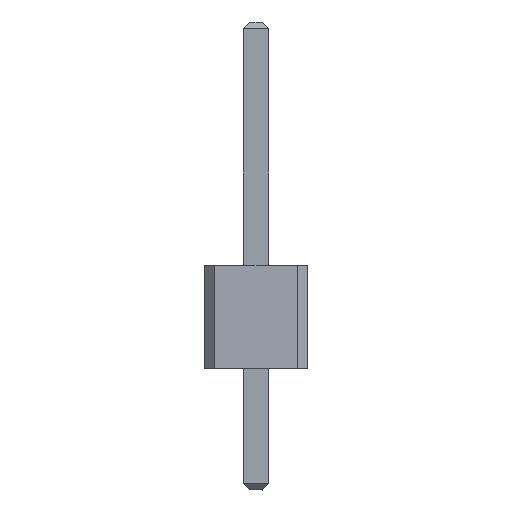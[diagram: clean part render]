
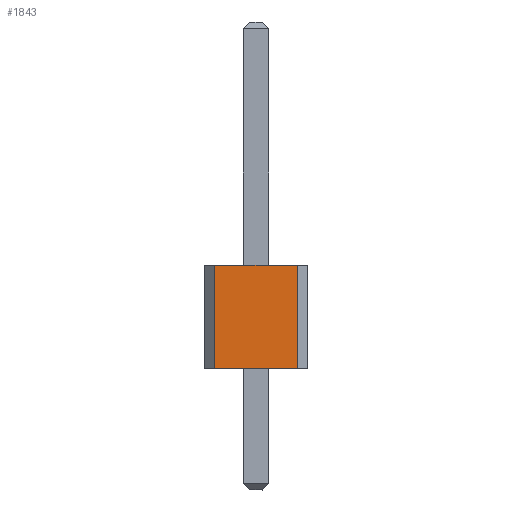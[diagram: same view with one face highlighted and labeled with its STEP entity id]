
A CAD part, front view. The second image highlights one B-rep face of the part: STEP entity #1843.
In plain terms, the highlighted planar face has unit normal (0, -1, 0).
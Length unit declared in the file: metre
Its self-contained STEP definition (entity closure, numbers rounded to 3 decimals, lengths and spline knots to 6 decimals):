
#308=ORIENTED_EDGE('',*,*,#656,.F.);
#309=ORIENTED_EDGE('',*,*,#657,.T.);
#310=ORIENTED_EDGE('',*,*,#652,.T.);
#311=ORIENTED_EDGE('',*,*,#658,.F.);
#652=EDGE_CURVE('',#826,#827,#1038,.T.);
#656=EDGE_CURVE('',#830,#831,#1042,.T.);
#657=EDGE_CURVE('',#830,#826,#1043,.T.);
#658=EDGE_CURVE('',#831,#827,#1044,.T.);
#826=VERTEX_POINT('',#3361);
#827=VERTEX_POINT('',#3362);
#830=VERTEX_POINT('',#3370);
#831=VERTEX_POINT('',#3371);
#1038=LINE('',#3360,#1276);
#1042=LINE('',#3369,#1280);
#1043=LINE('',#3372,#1281);
#1044=LINE('',#3373,#1282);
#1276=VECTOR('',#2896,1.);
#1280=VECTOR('',#2902,1.);
#1281=VECTOR('',#2903,1.);
#1282=VECTOR('',#2904,1.);
#1427=EDGE_LOOP('',(#308,#309,#310,#311));
#1535=FACE_BOUND('',#1427,.T.);
#1643=PLANE('',#2560);
#1843=ADVANCED_FACE('',(#1535),#1643,.F.);
#2560=AXIS2_PLACEMENT_3D('',#3368,#2900,#2901);
#2896=DIRECTION('',(0.,0.,1.));
#2900=DIRECTION('',(0.,1.,0.));
#2901=DIRECTION('',(1.,0.,0.));
#2902=DIRECTION('',(0.,0.,1.));
#2903=DIRECTION('',(1.,0.,0.));
#2904=DIRECTION('',(1.,0.,0.));
#3360=CARTESIAN_POINT('',(0.001016,-0.00889,0.));
#3361=CARTESIAN_POINT('',(0.001016,-0.00889,0.));
#3362=CARTESIAN_POINT('',(0.001016,-0.00889,0.00254));
#3368=CARTESIAN_POINT('',(-0.001016,-0.00889,0.));
#3369=CARTESIAN_POINT('',(-0.001016,-0.00889,0.));
#3370=CARTESIAN_POINT('',(-0.001016,-0.00889,0.));
#3371=CARTESIAN_POINT('',(-0.001016,-0.00889,0.00254));
#3372=CARTESIAN_POINT('',(-0.001016,-0.00889,0.));
#3373=CARTESIAN_POINT('',(-0.001016,-0.00889,0.00254));
